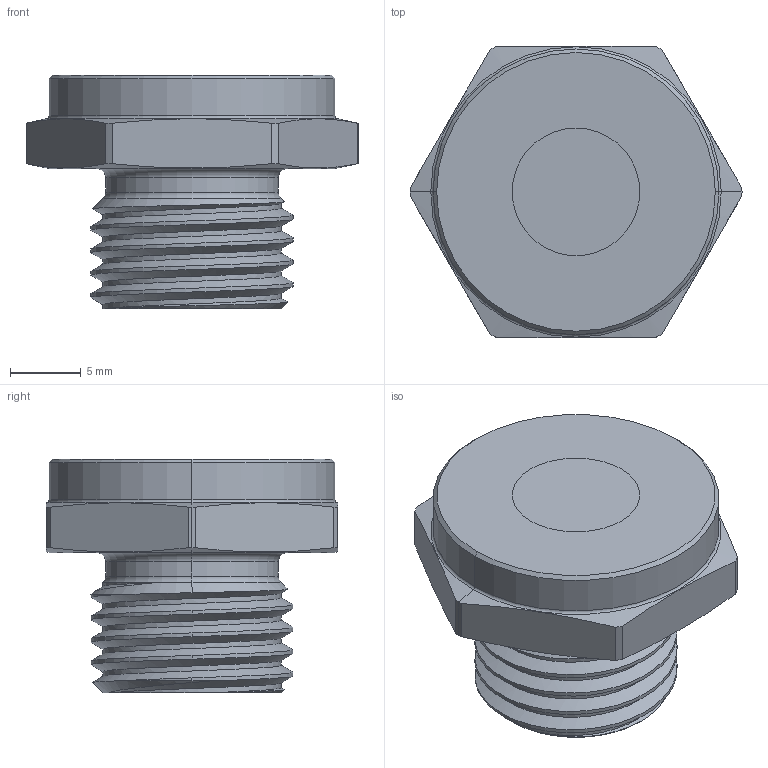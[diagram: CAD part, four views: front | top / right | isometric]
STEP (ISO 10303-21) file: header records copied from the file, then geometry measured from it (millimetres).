
FILE_DESCRIPTION (( 'STEP AP214' ), '1' );
FILE_NAME ('403098.step', '2013-08-19T22:22:14', ( '' ), ( '' ), 'SwSTEP 2.0', 'SolidWorks 2012', '' );
FILE_SCHEMA (( 'AUTOMOTIVE_DESIGN' ));
Length unit declared in the file: inch
Products named in the file (1): 403098
Bounding box: 23.45 x 20.57 x 16.51 mm (x, y, z)
Volume: 2749.7 mm3; surface area: 2298.2 mm2
Topology: 2 solids, 2 shells, 55 faces, 133 edges, 83 vertices
Faces by surface type: cylinder 24, cone 11, plane 11, torus 6, bspline 3
Entity records: 2755 total; most frequent: CARTESIAN_POINT 1481, ORIENTED_EDGE 266, DIRECTION 251, EDGE_CURVE 133, AXIS2_PLACEMENT_3D 106, VERTEX_POINT 83, EDGE_LOOP 58, FACE_OUTER_BOUND 55
